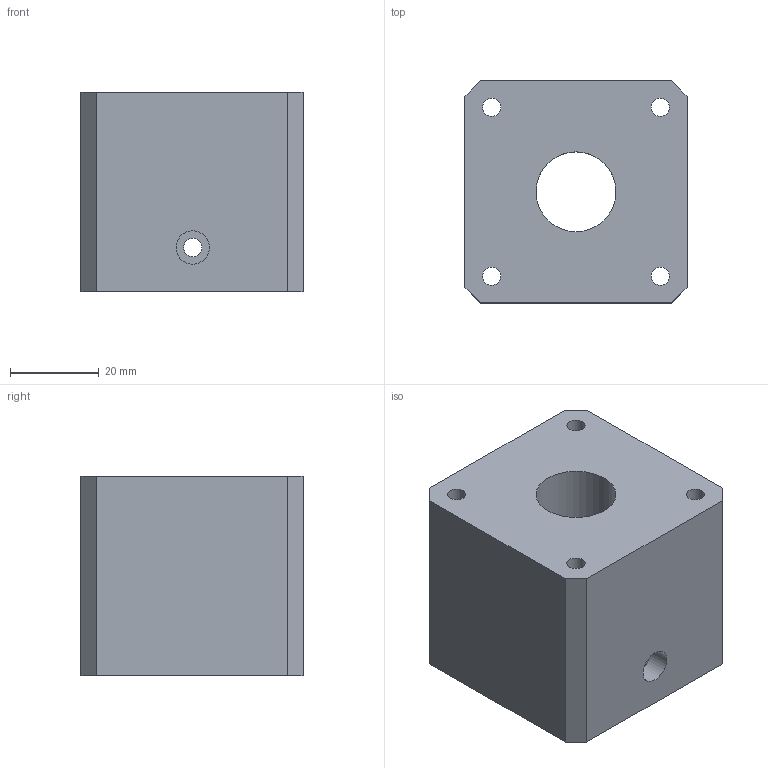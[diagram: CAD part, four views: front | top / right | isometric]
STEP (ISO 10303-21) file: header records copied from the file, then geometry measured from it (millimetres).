
FILE_DESCRIPTION(/* description */ (''),/* implementation_level */ '2;1');
FILE_NAME(/* name */ 'Part_Middle_Black.stp',/* time_stamp */ '2022-10-01T16:45:17+01:00',/* author */ ('romanp'),/* organization */ (''),/* preprocessor_version */ 'ST-DEVELOPER v19',/* originating_system */ 'Autodesk Inventor 2023',/* authorisation */ '');
FILE_SCHEMA (('AUTOMOTIVE_DESIGN { 1 0 10303 214 3 1 1 }'));
Length unit declared in the file: millimetre
Products named in the file (1): Part1_b
Bounding box: 50 x 50 x 45 mm (x, y, z)
Volume: 72489.4 mm3; surface area: 21435.8 mm2
Topology: 1 solids, 1 shells, 38 faces, 87 edges, 58 vertices
Faces by surface type: plane 21, cylinder 17
Full cylindrical faces by diameter (mm): 4.1 x6, 7.5 x2, 7.6 x4, 18 x1
Entity records: 1156 total; most frequent: DIRECTION 199, CARTESIAN_POINT 184, ORIENTED_EDGE 174, EDGE_CURVE 87, AXIS2_PLACEMENT_3D 73, EDGE_LOOP 59, VERTEX_POINT 58, LINE 53
